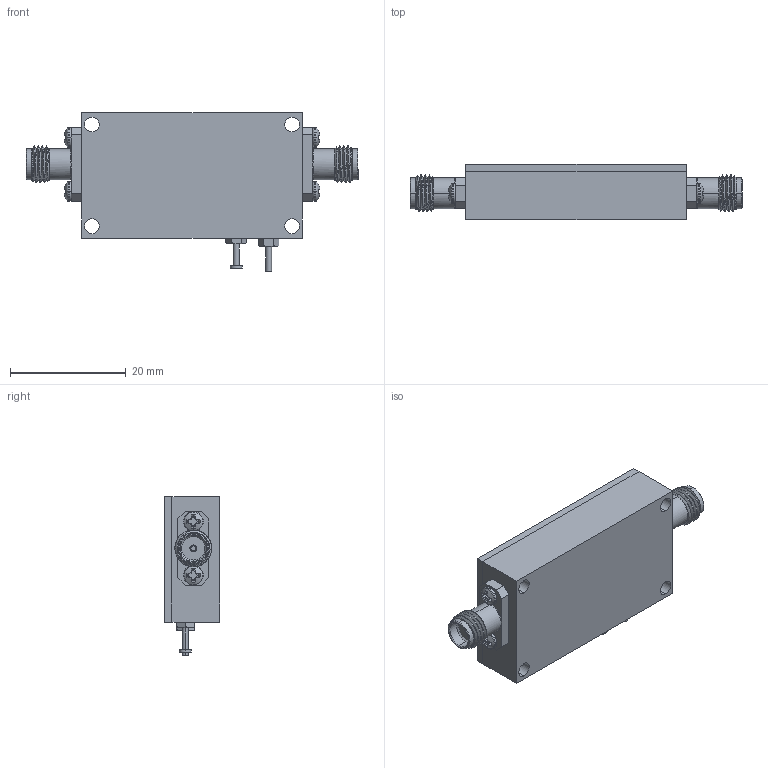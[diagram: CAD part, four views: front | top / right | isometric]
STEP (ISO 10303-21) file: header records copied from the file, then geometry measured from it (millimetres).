
FILE_DESCRIPTION (( 'STEP AP203' ), '1' );
FILE_NAME ('PE15A1011.step', '2019-09-03T15:23:54', ( '' ), ( '' ), 'SwSTEP 2.0', 'SolidWorks 2018', '' );
FILE_SCHEMA (( 'CONFIG_CONTROL_DESIGN' ));
Products named in the file (1): PE15A1011
Bounding box: 57.25 x 9.6 x 27.3 mm (x, y, z)
Volume: 8207.5 mm3; surface area: 4231.4 mm2
Topology: 1 solids, 15 shells, 1343 faces, 3620 edges, 2368 vertices
Faces by surface type: plane 655, bspline 274, cylinder 262, cone 152
Entity records: 64213 total; most frequent: CARTESIAN_POINT 33595, ORIENTED_EDGE 7200, DIRECTION 5034, EDGE_CURVE 3600, VERTEX_POINT 2368, VECTOR 1940, LINE 1940, AXIS2_PLACEMENT_3D 1547
